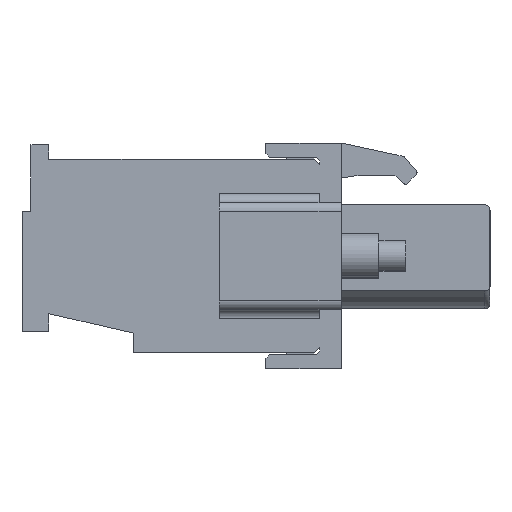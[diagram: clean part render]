
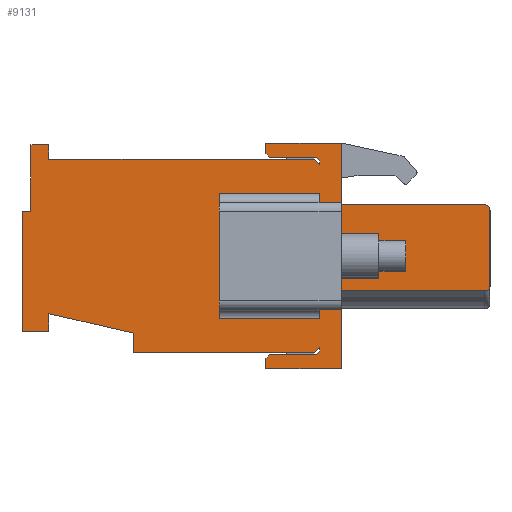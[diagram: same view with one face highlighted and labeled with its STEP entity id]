
A CAD part, left-side view. The second image highlights one B-rep face of the part: STEP entity #9131.
In plain terms, the highlighted planar face has unit normal (-1, 0, 0).
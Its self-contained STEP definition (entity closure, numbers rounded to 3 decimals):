
#6998=CARTESIAN_POINT('',(-58.95,1.4,5.5));
#6999=VERTEX_POINT('',#6998);
#7006=CARTESIAN_POINT('',(-58.95,4.,5.5));
#7007=VERTEX_POINT('',#7006);
#7008=CARTESIAN_POINT('',(-58.95,1.4,5.5));
#7009=DIRECTION('',(0.,1.,0.));
#7010=VECTOR('',#7009,2.6);
#7011=LINE('',#7008,#7010);
#7012=EDGE_CURVE('',#6999,#7007,#7011,.T.);
#7355=CARTESIAN_POINT('',(-58.95,0.,6.3));
#7356=VERTEX_POINT('',#7355);
#7363=CARTESIAN_POINT('',(-58.95,0.,2.85));
#7364=VERTEX_POINT('',#7363);
#7365=CARTESIAN_POINT('',(-58.95,0.,6.3));
#7366=DIRECTION('',(0.,0.,-1.));
#7367=VECTOR('',#7366,3.45);
#7368=LINE('',#7365,#7367);
#7369=EDGE_CURVE('',#7356,#7364,#7368,.T.);
#7822=CARTESIAN_POINT('',(-58.95,4.2,6.3));
#7823=VERTEX_POINT('',#7822);
#7830=CARTESIAN_POINT('',(-58.95,4.2,6.3));
#7831=DIRECTION('',(0.,-1.,0.));
#7832=VECTOR('',#7831,4.2);
#7833=LINE('',#7830,#7832);
#7834=EDGE_CURVE('',#7823,#7356,#7833,.T.);
#8845=CARTESIAN_POINT('',(-58.95,1.2,5.3));
#8846=VERTEX_POINT('',#8845);
#8853=CARTESIAN_POINT('',(-58.95,1.2,5.3));
#8854=DIRECTION('',(0.,0.707,0.707));
#8855=VECTOR('',#8854,0.283);
#8856=LINE('',#8853,#8855);
#8857=EDGE_CURVE('',#8846,#6999,#8856,.T.);
#8864=CARTESIAN_POINT('',(-58.95,1.2,0.));
#8865=DIRECTION('',(0.,0.,-1.));
#8866=DIRECTION('',(-1.,-0.,-0.));
#8867=AXIS2_PLACEMENT_3D('',#8864,#8866,#8865);
#8868=PLANE('',#8867);
#8869=CARTESIAN_POINT('',(-58.95,4.2,-6.3));
#8870=VERTEX_POINT('',#8869);
#8871=CARTESIAN_POINT('',(-58.95,0.,-6.3));
#8872=VERTEX_POINT('',#8871);
#8873=CARTESIAN_POINT('',(-58.95,4.2,-6.3));
#8874=DIRECTION('',(0.,-1.,0.));
#8875=VECTOR('',#8874,4.2);
#8876=LINE('',#8873,#8875);
#8877=EDGE_CURVE('',#8870,#8872,#8876,.T.);
#8878=ORIENTED_EDGE('',*,*,#8877,.T.);
#8879=CARTESIAN_POINT('',(-58.95,0.,-1.95));
#8880=VERTEX_POINT('',#8879);
#8881=CARTESIAN_POINT('',(-58.95,0.,-6.3));
#8882=DIRECTION('',(0.,0.,1.));
#8883=VECTOR('',#8882,4.35);
#8884=LINE('',#8881,#8883);
#8885=EDGE_CURVE('',#8872,#8880,#8884,.T.);
#8886=ORIENTED_EDGE('',*,*,#8885,.T.);
#8887=CARTESIAN_POINT('',(-58.95,-8.,-1.95));
#8888=VERTEX_POINT('',#8887);
#8889=CARTESIAN_POINT('',(-58.95,0.,-1.95));
#8890=DIRECTION('',(0.,-1.,0.));
#8891=VECTOR('',#8890,8.);
#8892=LINE('',#8889,#8891);
#8893=EDGE_CURVE('',#8880,#8888,#8892,.T.);
#8894=ORIENTED_EDGE('',*,*,#8893,.T.);
#8895=CARTESIAN_POINT('',(-58.95,-8.3,-1.65));
#8896=VERTEX_POINT('',#8895);
#8897=CARTESIAN_POINT('',(-58.95,-8.,-1.65));
#8898=DIRECTION('',(0.,0.,-1.));
#8899=DIRECTION('',(-1.,0.,0.));
#8900=AXIS2_PLACEMENT_3D('',#8897,#8899,#8898);
#8901=CIRCLE('',#8900,0.3);
#8902=EDGE_CURVE('',#8888,#8896,#8901,.T.);
#8903=ORIENTED_EDGE('',*,*,#8902,.T.);
#8904=CARTESIAN_POINT('',(-58.95,-8.3,2.55));
#8905=VERTEX_POINT('',#8904);
#8906=CARTESIAN_POINT('',(-58.95,-8.3,-1.65));
#8907=DIRECTION('',(0.,0.,1.));
#8908=VECTOR('',#8907,4.2);
#8909=LINE('',#8906,#8908);
#8910=EDGE_CURVE('',#8896,#8905,#8909,.T.);
#8911=ORIENTED_EDGE('',*,*,#8910,.T.);
#8912=CARTESIAN_POINT('',(-58.95,-8.,2.85));
#8913=VERTEX_POINT('',#8912);
#8914=CARTESIAN_POINT('',(-58.95,-8.,2.55));
#8915=DIRECTION('',(0.,-1.,0.));
#8916=DIRECTION('',(-1.,0.,0.));
#8917=AXIS2_PLACEMENT_3D('',#8914,#8916,#8915);
#8918=CIRCLE('',#8917,0.3);
#8919=EDGE_CURVE('',#8905,#8913,#8918,.T.);
#8920=ORIENTED_EDGE('',*,*,#8919,.T.);
#8921=CARTESIAN_POINT('',(-58.95,-8.,2.85));
#8922=DIRECTION('',(0.,1.,0.));
#8923=VECTOR('',#8922,8.);
#8924=LINE('',#8921,#8923);
#8925=EDGE_CURVE('',#8913,#7364,#8924,.T.);
#8926=ORIENTED_EDGE('',*,*,#8925,.T.);
#8927=ORIENTED_EDGE('',*,*,#7369,.F.);
#8928=ORIENTED_EDGE('',*,*,#7834,.F.);
#8929=CARTESIAN_POINT('',(-58.95,4.2,5.7));
#8930=VERTEX_POINT('',#8929);
#8931=CARTESIAN_POINT('',(-58.95,4.2,6.3));
#8932=DIRECTION('',(0.,0.,-1.));
#8933=VECTOR('',#8932,0.6);
#8934=LINE('',#8931,#8933);
#8935=EDGE_CURVE('',#7823,#8930,#8934,.T.);
#8936=ORIENTED_EDGE('',*,*,#8935,.T.);
#8937=CARTESIAN_POINT('',(-58.95,4.2,5.7));
#8938=DIRECTION('',(0.,-0.707,-0.707));
#8939=VECTOR('',#8938,0.283);
#8940=LINE('',#8937,#8939);
#8941=EDGE_CURVE('',#8930,#7007,#8940,.T.);
#8942=ORIENTED_EDGE('',*,*,#8941,.T.);
#8943=ORIENTED_EDGE('',*,*,#7012,.F.);
#8944=ORIENTED_EDGE('',*,*,#8857,.F.);
#8945=CARTESIAN_POINT('',(-58.95,1.2,5.1));
#8946=VERTEX_POINT('',#8945);
#8947=CARTESIAN_POINT('',(-58.95,1.2,5.1));
#8948=DIRECTION('',(0.,0.,1.));
#8949=VECTOR('',#8948,0.2);
#8950=LINE('',#8947,#8949);
#8951=EDGE_CURVE('',#8946,#8846,#8950,.T.);
#8952=ORIENTED_EDGE('',*,*,#8951,.F.);
#8953=CARTESIAN_POINT('',(-58.95,1.5,5.4));
#8954=VERTEX_POINT('',#8953);
#8955=CARTESIAN_POINT('',(-58.95,1.5,5.4));
#8956=DIRECTION('',(0.,-0.707,-0.707));
#8957=VECTOR('',#8956,0.424);
#8958=LINE('',#8955,#8957);
#8959=EDGE_CURVE('',#8954,#8946,#8958,.T.);
#8960=ORIENTED_EDGE('',*,*,#8959,.F.);
#8961=CARTESIAN_POINT('',(-58.95,16.3,5.4));
#8962=VERTEX_POINT('',#8961);
#8963=CARTESIAN_POINT('',(-58.95,1.5,5.4));
#8964=DIRECTION('',(0.,1.,0.));
#8965=VECTOR('',#8964,14.8);
#8966=LINE('',#8963,#8965);
#8967=EDGE_CURVE('',#8954,#8962,#8966,.T.);
#8968=ORIENTED_EDGE('',*,*,#8967,.T.);
#8969=CARTESIAN_POINT('',(-58.95,16.3,6.2));
#8970=VERTEX_POINT('',#8969);
#8971=CARTESIAN_POINT('',(-58.95,16.3,5.4));
#8972=DIRECTION('',(0.,0.,1.));
#8973=VECTOR('',#8972,0.8);
#8974=LINE('',#8971,#8973);
#8975=EDGE_CURVE('',#8962,#8970,#8974,.T.);
#8976=ORIENTED_EDGE('',*,*,#8975,.T.);
#8977=CARTESIAN_POINT('',(-58.95,17.3,6.2));
#8978=VERTEX_POINT('',#8977);
#8979=CARTESIAN_POINT('',(-58.95,16.3,6.2));
#8980=DIRECTION('',(0.,1.,0.));
#8981=VECTOR('',#8980,1.);
#8982=LINE('',#8979,#8981);
#8983=EDGE_CURVE('',#8970,#8978,#8982,.T.);
#8984=ORIENTED_EDGE('',*,*,#8983,.T.);
#8985=CARTESIAN_POINT('',(-58.95,17.3,2.5));
#8986=VERTEX_POINT('',#8985);
#8987=CARTESIAN_POINT('',(-58.95,17.3,6.2));
#8988=DIRECTION('',(0.,0.,-1.));
#8989=VECTOR('',#8988,3.7);
#8990=LINE('',#8987,#8989);
#8991=EDGE_CURVE('',#8978,#8986,#8990,.T.);
#8992=ORIENTED_EDGE('',*,*,#8991,.T.);
#8993=CARTESIAN_POINT('',(-58.95,17.8,2.5));
#8994=VERTEX_POINT('',#8993);
#8995=CARTESIAN_POINT('',(-58.95,17.3,2.5));
#8996=DIRECTION('',(0.,1.,0.));
#8997=VECTOR('',#8996,0.5);
#8998=LINE('',#8995,#8997);
#8999=EDGE_CURVE('',#8986,#8994,#8998,.T.);
#9000=ORIENTED_EDGE('',*,*,#8999,.T.);
#9001=CARTESIAN_POINT('',(-58.95,17.8,-4.2));
#9002=VERTEX_POINT('',#9001);
#9003=CARTESIAN_POINT('',(-58.95,17.8,2.5));
#9004=DIRECTION('',(0.,0.,-1.));
#9005=VECTOR('',#9004,6.7);
#9006=LINE('',#9003,#9005);
#9007=EDGE_CURVE('',#8994,#9002,#9006,.T.);
#9008=ORIENTED_EDGE('',*,*,#9007,.T.);
#9009=CARTESIAN_POINT('',(-58.95,16.3,-4.2));
#9010=VERTEX_POINT('',#9009);
#9011=CARTESIAN_POINT('',(-58.95,17.8,-4.2));
#9012=DIRECTION('',(0.,-1.,0.));
#9013=VECTOR('',#9012,1.5);
#9014=LINE('',#9011,#9013);
#9015=EDGE_CURVE('',#9002,#9010,#9014,.T.);
#9016=ORIENTED_EDGE('',*,*,#9015,.T.);
#9017=CARTESIAN_POINT('',(-58.95,16.3,-3.215));
#9018=VERTEX_POINT('',#9017);
#9019=CARTESIAN_POINT('',(-58.95,16.3,-4.2));
#9020=DIRECTION('',(0.,0.,1.));
#9021=VECTOR('',#9020,0.985);
#9022=LINE('',#9019,#9021);
#9023=EDGE_CURVE('',#9010,#9018,#9022,.T.);
#9024=ORIENTED_EDGE('',*,*,#9023,.T.);
#9025=CARTESIAN_POINT('',(-58.95,11.6,-4.3));
#9026=VERTEX_POINT('',#9025);
#9027=CARTESIAN_POINT('',(-58.95,16.3,-3.215));
#9028=DIRECTION('',(0.,-0.974,-0.225));
#9029=VECTOR('',#9028,4.824);
#9030=LINE('',#9027,#9029);
#9031=EDGE_CURVE('',#9018,#9026,#9030,.T.);
#9032=ORIENTED_EDGE('',*,*,#9031,.T.);
#9033=CARTESIAN_POINT('',(-58.95,11.6,-5.4));
#9034=VERTEX_POINT('',#9033);
#9035=CARTESIAN_POINT('',(-58.95,11.6,-4.3));
#9036=DIRECTION('',(0.,0.,-1.));
#9037=VECTOR('',#9036,1.1);
#9038=LINE('',#9035,#9037);
#9039=EDGE_CURVE('',#9026,#9034,#9038,.T.);
#9040=ORIENTED_EDGE('',*,*,#9039,.T.);
#9041=CARTESIAN_POINT('',(-58.95,1.5,-5.4));
#9042=VERTEX_POINT('',#9041);
#9043=CARTESIAN_POINT('',(-58.95,11.6,-5.4));
#9044=DIRECTION('',(0.,-1.,0.));
#9045=VECTOR('',#9044,10.1);
#9046=LINE('',#9043,#9045);
#9047=EDGE_CURVE('',#9034,#9042,#9046,.T.);
#9048=ORIENTED_EDGE('',*,*,#9047,.T.);
#9049=CARTESIAN_POINT('',(-58.95,1.2,-5.1));
#9050=VERTEX_POINT('',#9049);
#9051=CARTESIAN_POINT('',(-58.95,1.5,-5.4));
#9052=DIRECTION('',(0.,-0.707,0.707));
#9053=VECTOR('',#9052,0.424);
#9054=LINE('',#9051,#9053);
#9055=EDGE_CURVE('',#9042,#9050,#9054,.T.);
#9056=ORIENTED_EDGE('',*,*,#9055,.T.);
#9057=CARTESIAN_POINT('',(-58.95,1.2,-5.3));
#9058=VERTEX_POINT('',#9057);
#9059=CARTESIAN_POINT('',(-58.95,1.2,-5.3));
#9060=DIRECTION('',(0.,0.,1.));
#9061=VECTOR('',#9060,0.2);
#9062=LINE('',#9059,#9061);
#9063=EDGE_CURVE('',#9058,#9050,#9062,.T.);
#9064=ORIENTED_EDGE('',*,*,#9063,.F.);
#9065=CARTESIAN_POINT('',(-58.95,1.4,-5.5));
#9066=VERTEX_POINT('',#9065);
#9067=CARTESIAN_POINT('',(-58.95,1.2,-5.3));
#9068=DIRECTION('',(0.,0.707,-0.707));
#9069=VECTOR('',#9068,0.283);
#9070=LINE('',#9067,#9069);
#9071=EDGE_CURVE('',#9058,#9066,#9070,.T.);
#9072=ORIENTED_EDGE('',*,*,#9071,.T.);
#9073=CARTESIAN_POINT('',(-58.95,4.,-5.5));
#9074=VERTEX_POINT('',#9073);
#9075=CARTESIAN_POINT('',(-58.95,1.4,-5.5));
#9076=DIRECTION('',(0.,1.,0.));
#9077=VECTOR('',#9076,2.6);
#9078=LINE('',#9075,#9077);
#9079=EDGE_CURVE('',#9066,#9074,#9078,.T.);
#9080=ORIENTED_EDGE('',*,*,#9079,.T.);
#9081=CARTESIAN_POINT('',(-58.95,4.2,-5.7));
#9082=VERTEX_POINT('',#9081);
#9083=CARTESIAN_POINT('',(-58.95,4.,-5.5));
#9084=DIRECTION('',(0.,0.707,-0.707));
#9085=VECTOR('',#9084,0.283);
#9086=LINE('',#9083,#9085);
#9087=EDGE_CURVE('',#9074,#9082,#9086,.T.);
#9088=ORIENTED_EDGE('',*,*,#9087,.T.);
#9089=CARTESIAN_POINT('',(-58.95,4.2,-5.7));
#9090=DIRECTION('',(0.,0.,-1.));
#9091=VECTOR('',#9090,0.6);
#9092=LINE('',#9089,#9091);
#9093=EDGE_CURVE('',#9082,#8870,#9092,.T.);
#9094=ORIENTED_EDGE('',*,*,#9093,.T.);
#9095=EDGE_LOOP('',(#8878,#8886,#8894,#8903,#8911,#8920,#8926,#8927,#8928,#8936,#8942,#8943,#8944,#8952,#8960,#8968,#8976,#8984,#8992,#9000,#9008,#9016,#9024,#9032,#9040,#9048,#9056,#9064,#9072,#9080,#9088,#9094));
#9096=FACE_OUTER_BOUND('',#9095,.T.);
#9097=CARTESIAN_POINT('',(-58.95,1.2,-3.5));
#9098=VERTEX_POINT('',#9097);
#9099=CARTESIAN_POINT('',(-58.95,1.2,3.5));
#9100=VERTEX_POINT('',#9099);
#9101=CARTESIAN_POINT('',(-58.95,1.2,-3.5));
#9102=DIRECTION('',(0.,0.,1.));
#9103=VECTOR('',#9102,7.);
#9104=LINE('',#9101,#9103);
#9105=EDGE_CURVE('',#9098,#9100,#9104,.T.);
#9106=ORIENTED_EDGE('',*,*,#9105,.F.);
#9107=CARTESIAN_POINT('',(-58.95,6.8,-3.5));
#9108=VERTEX_POINT('',#9107);
#9109=CARTESIAN_POINT('',(-58.95,1.2,-3.5));
#9110=DIRECTION('',(0.,1.,0.));
#9111=VECTOR('',#9110,5.6);
#9112=LINE('',#9109,#9111);
#9113=EDGE_CURVE('',#9098,#9108,#9112,.T.);
#9114=ORIENTED_EDGE('',*,*,#9113,.T.);
#9115=CARTESIAN_POINT('',(-58.95,6.8,3.5));
#9116=VERTEX_POINT('',#9115);
#9117=CARTESIAN_POINT('',(-58.95,6.8,-3.5));
#9118=DIRECTION('',(0.,0.,1.));
#9119=VECTOR('',#9118,7.);
#9120=LINE('',#9117,#9119);
#9121=EDGE_CURVE('',#9108,#9116,#9120,.T.);
#9122=ORIENTED_EDGE('',*,*,#9121,.T.);
#9123=CARTESIAN_POINT('',(-58.95,6.8,3.5));
#9124=DIRECTION('',(0.,-1.,0.));
#9125=VECTOR('',#9124,5.6);
#9126=LINE('',#9123,#9125);
#9127=EDGE_CURVE('',#9116,#9100,#9126,.T.);
#9128=ORIENTED_EDGE('',*,*,#9127,.T.);
#9129=EDGE_LOOP('',(#9106,#9114,#9122,#9128));
#9130=FACE_BOUND('',#9129,.T.);
#9131=ADVANCED_FACE('',(#9096,#9130),#8868,.T.);
